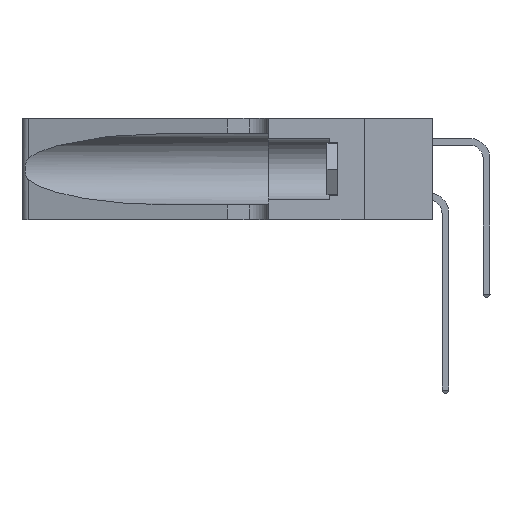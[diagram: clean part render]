
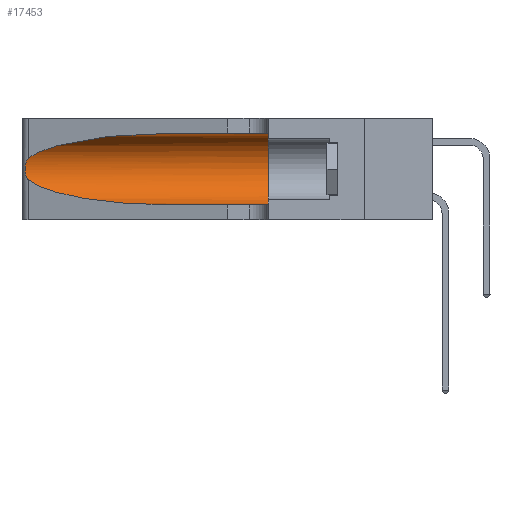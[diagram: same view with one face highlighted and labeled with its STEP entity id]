
A CAD part, left-side view. The second image highlights one B-rep face of the part: STEP entity #17453.
In plain terms, the highlighted cylindrical face has radius 3.308 mm (diameter 6.617 mm), a partial arc.
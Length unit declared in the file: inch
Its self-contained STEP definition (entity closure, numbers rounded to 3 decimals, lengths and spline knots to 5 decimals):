
#403 = CYLINDRICAL_SURFACE ( 'NONE', #5427, 0.13025 ) ;
#793 = VERTEX_POINT ( 'NONE', #36966 ) ;
#1071 = LINE ( 'NONE', #22663, #8330 ) ;
#1785 = CARTESIAN_POINT ( 'NONE',  ( 0.18966, 0.96281, 0.05475 ) ) ;
#2478 = VERTEX_POINT ( 'NONE', #38701 ) ;
#3237 = ORIENTED_EDGE ( 'NONE', *, *, #35774, .T. ) ;
#4200 = ORIENTED_EDGE ( 'NONE', *, *, #18039, .T. ) ;
#4502 = DIRECTION ( 'NONE',  ( 0., -1., 0. ) ) ;
#5427 = AXIS2_PLACEMENT_3D ( 'NONE', #31830, #4502, #25824 ) ;
#5890 = CARTESIAN_POINT ( 'NONE',  ( 0.25787, 1.23484, 0.2124 ) ) ;
#5985 = VERTEX_POINT ( 'NONE', #30174 ) ;
#6602 = ORIENTED_EDGE ( 'NONE', *, *, #13575, .T. ) ;
#7371 = CARTESIAN_POINT ( 'NONE',  ( 0.1305, 0.35, 0.185 ) ) ;
#8330 = VECTOR ( 'NONE', #13587, 39.37008 ) ;
#8974 = CARTESIAN_POINT ( 'NONE',  ( 0.26018, 1.23835, 0.19895 ) ) ;
#10440 = DIRECTION ( 'NONE',  ( 0., 0., 1. ) ) ;
#12013 = CARTESIAN_POINT ( 'NONE',  ( 0.26075, 1.23896, 0.178 ) ) ;
#12337 = CARTESIAN_POINT ( 'NONE',  ( 0.1305, 0.35, 0.05475 ) ) ;
#12783 = ORIENTED_EDGE ( 'NONE', *, *, #21766, .F. ) ;
#13575 = EDGE_CURVE ( 'NONE', #17874, #20685, #21474, .T. ) ;
#13587 = DIRECTION ( 'NONE',  ( 0., -1., 0. ) ) ;
#15080 = CARTESIAN_POINT ( 'NONE',  ( 0.25856, 1.23593, 0.16098 ) ) ;
#15480 =( BOUNDED_CURVE ( )  B_SPLINE_CURVE ( 3, ( #17023, #20110, #1785, #23180 ),
 .UNSPECIFIED., .F., .T. ) 
 B_SPLINE_CURVE_WITH_KNOTS ( ( 4, 4 ),
 ( 3.44316, 4.71239 ),
 .UNSPECIFIED. ) 
 CURVE ( )  GEOMETRIC_REPRESENTATION_ITEM ( )  RATIONAL_B_SPLINE_CURVE ( ( 1., 0.87, 0.87, 1. ) ) 
 REPRESENTATION_ITEM ( '' )  );
#15481 = VERTEX_POINT ( 'NONE', #16233 ) ;
#16064 = CARTESIAN_POINT ( 'NONE',  ( 0.25487, 1.22718, 0.22369 ) ) ;
#16233 = CARTESIAN_POINT ( 'NONE',  ( 0.1305, 0.35, 0.31525 ) ) ;
#16596 = ORIENTED_EDGE ( 'NONE', *, *, #30914, .T. ) ;
#17023 = CARTESIAN_POINT ( 'NONE',  ( 0.25487, 1.22718, 0.14631 ) ) ;
#17209 =( BOUNDED_CURVE ( )  B_SPLINE_CURVE ( 3, ( #22087, #25128, #34247, #16064 ),
 .UNSPECIFIED., .F., .F. ) 
 B_SPLINE_CURVE_WITH_KNOTS ( ( 4, 4 ),
 ( 1.5708, 2.84003 ),
 .UNSPECIFIED. ) 
 CURVE ( )  GEOMETRIC_REPRESENTATION_ITEM ( )  RATIONAL_B_SPLINE_CURVE ( ( 1., 0.87, 0.87, 1. ) ) 
 REPRESENTATION_ITEM ( '' )  );
#17370 = CARTESIAN_POINT ( 'NONE',  ( 0.1305, 1.61858, 0.05475 ) ) ;
#17453 = ADVANCED_FACE ( 'NONE', ( #32880 ), #403, .F. ) ;
#17874 = VERTEX_POINT ( 'NONE', #21435 ) ;
#18039 = EDGE_CURVE ( 'NONE', #2478, #5985, #17209, .T. ) ;
#18158 = CARTESIAN_POINT ( 'NONE',  ( 0.25639, 1.23186, 0.15144 ) ) ;
#18170 = B_SPLINE_CURVE_WITH_KNOTS ( 'NONE', 3,
 ( #36144, #39174, #24143, #5890, #27209, #8974, #30269, #12013, #33285, #15080, #36272, #18158, #39304, #21235 ),
 .UNSPECIFIED., .F., .F.,
 ( 4, 2, 2, 2, 2, 2, 4 ),
 ( 0., 0.00027, 0.00053, 0.00107, 0.0016, 0.00187, 0.00214 ),
 .UNSPECIFIED. ) ;
#20110 = CARTESIAN_POINT ( 'NONE',  ( 0.2373, 1.15595, 0.08982 ) ) ;
#20685 = VERTEX_POINT ( 'NONE', #12337 ) ;
#21235 = CARTESIAN_POINT ( 'NONE',  ( 0.25487, 1.22718, 0.14631 ) ) ;
#21435 = CARTESIAN_POINT ( 'NONE',  ( 0.1305, 0.72297, 0.05475 ) ) ;
#21474 = LINE ( 'NONE', #17370, #37521 ) ;
#21766 = EDGE_CURVE ( 'NONE', #2478, #15481, #1071, .T. ) ;
#21864 = ORIENTED_EDGE ( 'NONE', *, *, #37882, .F. ) ;
#22087 = CARTESIAN_POINT ( 'NONE',  ( 0.1305, 0.72297, 0.31525 ) ) ;
#22663 = CARTESIAN_POINT ( 'NONE',  ( 0.1305, 1.61858, 0.31525 ) ) ;
#23180 = CARTESIAN_POINT ( 'NONE',  ( 0.1305, 0.72297, 0.05475 ) ) ;
#24143 = CARTESIAN_POINT ( 'NONE',  ( 0.25639, 1.23184, 0.21858 ) ) ;
#25128 = CARTESIAN_POINT ( 'NONE',  ( 0.18966, 0.96281, 0.31525 ) ) ;
#25340 = CIRCLE ( 'NONE', #30620, 0.13025 ) ;
#25824 = DIRECTION ( 'NONE',  ( 0., 0., -1. ) ) ;
#26437 = DIRECTION ( 'NONE',  ( 0., -1., 0. ) ) ;
#26645 = EDGE_LOOP ( 'NONE', ( #4200, #3237, #16596, #6602, #21864, #12783 ) ) ;
#27209 = CARTESIAN_POINT ( 'NONE',  ( 0.25854, 1.2359, 0.20912 ) ) ;
#28690 = DIRECTION ( 'NONE',  ( 0., 1., 0. ) ) ;
#30174 = CARTESIAN_POINT ( 'NONE',  ( 0.25487, 1.22718, 0.22369 ) ) ;
#30269 = CARTESIAN_POINT ( 'NONE',  ( 0.26075, 1.23896, 0.19203 ) ) ;
#30620 = AXIS2_PLACEMENT_3D ( 'NONE', #7371, #28690, #10440 ) ;
#30914 = EDGE_CURVE ( 'NONE', #793, #17874, #15480, .T. ) ;
#31830 = CARTESIAN_POINT ( 'NONE',  ( 0.1305, 1.61858, 0.185 ) ) ;
#32880 = FACE_OUTER_BOUND ( 'NONE', #26645, .T. ) ;
#33285 = CARTESIAN_POINT ( 'NONE',  ( 0.26017, 1.23833, 0.17102 ) ) ;
#34247 = CARTESIAN_POINT ( 'NONE',  ( 0.2373, 1.15595, 0.28018 ) ) ;
#35774 = EDGE_CURVE ( 'NONE', #5985, #793, #18170, .T. ) ;
#36144 = CARTESIAN_POINT ( 'NONE',  ( 0.25487, 1.22718, 0.22369 ) ) ;
#36272 = CARTESIAN_POINT ( 'NONE',  ( 0.25789, 1.23486, 0.15765 ) ) ;
#36966 = CARTESIAN_POINT ( 'NONE',  ( 0.25487, 1.22718, 0.14631 ) ) ;
#37521 = VECTOR ( 'NONE', #26437, 39.37008 ) ;
#37882 = EDGE_CURVE ( 'NONE', #15481, #20685, #25340, .T. ) ;
#38701 = CARTESIAN_POINT ( 'NONE',  ( 0.1305, 0.72297, 0.31525 ) ) ;
#39174 = CARTESIAN_POINT ( 'NONE',  ( 0.25555, 1.22994, 0.2215 ) ) ;
#39304 = CARTESIAN_POINT ( 'NONE',  ( 0.25555, 1.22993, 0.14849 ) ) ;
